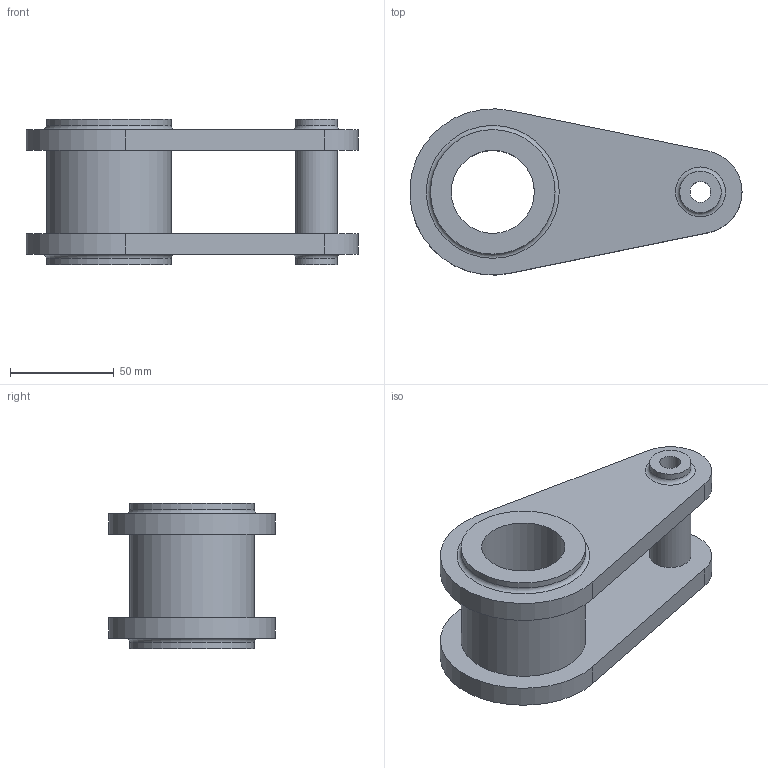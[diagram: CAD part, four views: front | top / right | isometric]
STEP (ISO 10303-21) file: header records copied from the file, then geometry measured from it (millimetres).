
FILE_DESCRIPTION(/* description */ (''),/* implementation_level */ '2;1');
FILE_NAME(/* name */ 'Exercise - 93.step',/* time_stamp */ '2025-12-11T19:58:16+05:30',/* author */ (''),/* organization */ (''),/* preprocessor_version */ 'ST-DEVELOPER v20.1',/* originating_system */ 'Autodesk Translation Framework v14.21.0.0',/* authorisation */ '');
FILE_SCHEMA (('AUTOMOTIVE_DESIGN { 1 0 10303 214 3 1 1 }'));
Length unit declared in the file: millimetre
Products named in the file (1): Exercise - 93
Bounding box: 159.86 x 79.96 x 70 mm (x, y, z)
Volume: 249298.3 mm3; surface area: 59082.2 mm2
Topology: 1 solids, 1 shells, 28 faces, 58 edges, 38 vertices
Faces by surface type: plane 12, cylinder 12, torus 4
Full cylindrical faces by diameter (mm): 10 x1, 20 x3, 40 x1, 60 x3
Entity records: 805 total; most frequent: DIRECTION 150, CARTESIAN_POINT 125, ORIENTED_EDGE 116, AXIS2_PLACEMENT_3D 63, EDGE_CURVE 58, EDGE_LOOP 40, VERTEX_POINT 38, CIRCLE 34
